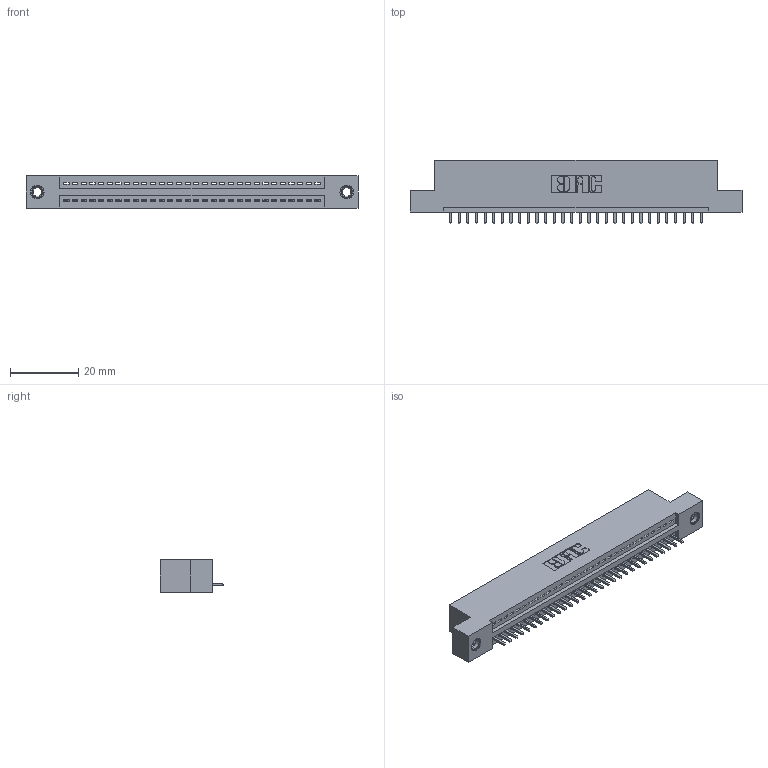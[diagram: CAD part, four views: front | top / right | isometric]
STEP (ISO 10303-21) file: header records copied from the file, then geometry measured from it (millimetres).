
FILE_DESCRIPTION (( 'STEP AP203' ), '1' );
FILE_NAME ('395-030-521-107.STEP', '2018-11-10T23:27:24', ( '' ), ( '' ), 'SwSTEP 2.0', 'SolidWorks 2016', '' );
FILE_SCHEMA (( 'CONFIG_CONTROL_DESIGN' ));
Length unit declared in the file: inch
Products named in the file (4): 345-250-001_345-250-005-103; 395-030-521-107; 345 Part_Flush Mounting Lugs - 0.156 Dia-TI; 345-292-001_345-293-121
Assembly tree (33 placements, depth 2):
  395-030-521-107
    345 Part_Flush Mounting Lugs - 0.156 Dia-TI
    345-292-001_345-293-121  x30
    345-250-001_345-250-005-103  x2
Bounding box: 97.41 x 18.72 x 9.4 mm (x, y, z)
Volume: 9054.8 mm3; surface area: 11568.7 mm2
Topology: 33 solids, 33 shells, 1926 faces, 5757 edges, 3790 vertices
Faces by surface type: plane 1312, cylinder 598, cone 12, torus 4
Entity records: 25398 total; most frequent: CARTESIAN_POINT 4381, ORIENTED_EDGE 4338, DIRECTION 3871, EDGE_CURVE 2169, LINE 1897, VECTOR 1897, VERTEX_POINT 1440, AXIS2_PLACEMENT_3D 987
